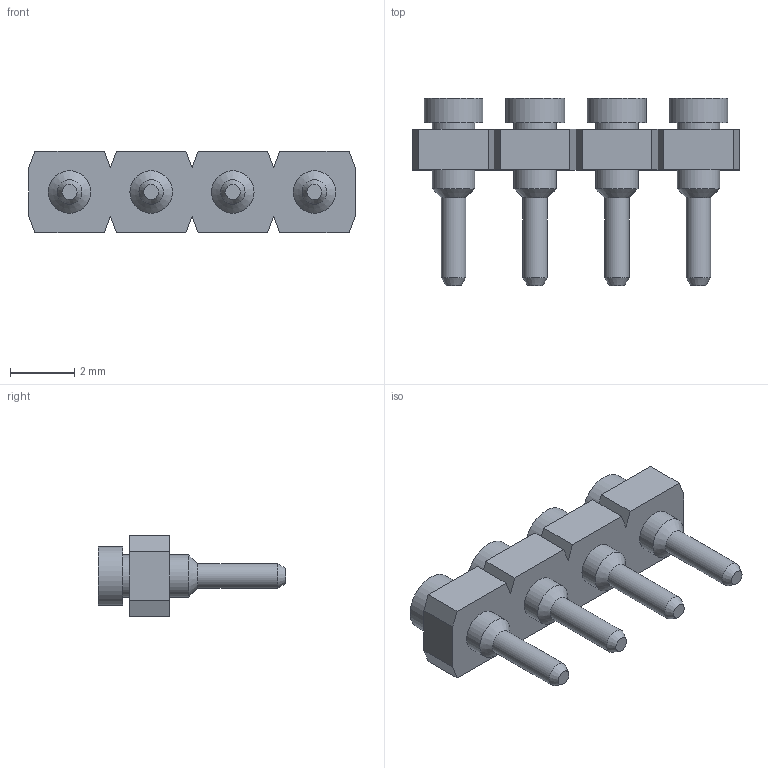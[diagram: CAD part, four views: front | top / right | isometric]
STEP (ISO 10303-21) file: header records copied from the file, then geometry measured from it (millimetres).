
FILE_DESCRIPTION( ( 'STEP AP214' ), '1' );
FILE_NAME( 'SL-104-G-10.stp', '2019-02-19T11:01:40', ( '' ), ( '' ), ' ', 'PARTsolutions', ' ' );
FILE_SCHEMA( ( 'AUTOMOTIVE_DESIGN { 1 0 10303 214 1 1 1 1 }' ) );
Length unit declared in the file: inch
Products named in the file (3): SL-104-G-10; _SL-104_socket; _SC-3P1_pins
Assembly tree (5 placements, depth 2):
  SL-104-G-10
    _SL-104_socket
    _SC-3P1_pins  x4
Bounding box: 10.16 x 5.84 x 2.54 mm (x, y, z)
Volume: 41.6 mm3; surface area: 240 mm2
Topology: 5 solids, 5 shells, 100 faces, 210 edges, 132 vertices
Faces by surface type: plane 48, cylinder 28, cone 24
Full cylindrical faces by diameter (mm): 0.533 x4, 0.762 x4, 0.864 x4, 1.321 x12, 1.829 x4
Entity records: 1822 total; most frequent: DIRECTION 236, CARTESIAN_POINT 234, ORIENTED_EDGE 204, EDGE_CURVE 102, AXIS2_PLACEMENT_3D 79, LINE 78, VECTOR 78, VERTEX_POINT 77
